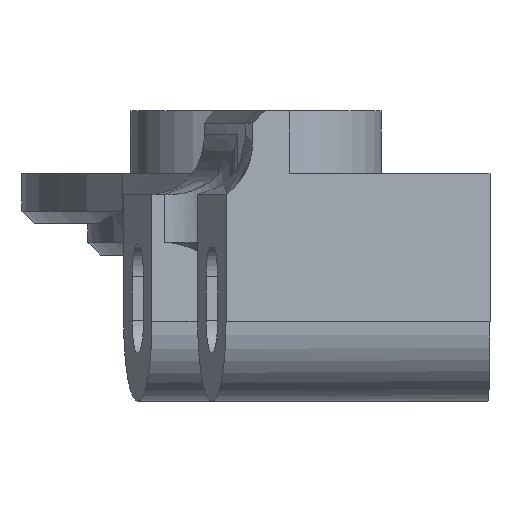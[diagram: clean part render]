
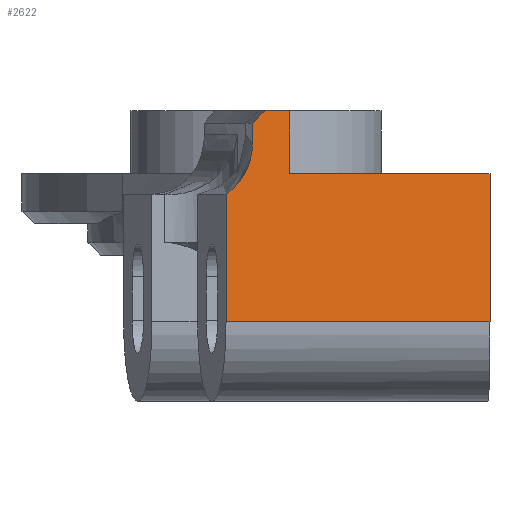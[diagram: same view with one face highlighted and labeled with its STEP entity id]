
A CAD part, left-side view. The second image highlights one B-rep face of the part: STEP entity #2622.
In plain terms, the highlighted planar face has unit normal (-0.985, -0.174, 0).
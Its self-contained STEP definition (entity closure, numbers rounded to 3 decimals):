
#89 = CARTESIAN_POINT ( 'NONE',  ( -77.71, -2.713, 59.57 ) ) ;
#199 = ORIENTED_EDGE ( 'NONE', *, *, #2917, .F. ) ;
#277 = CARTESIAN_POINT ( 'NONE',  ( -77.71, -2.713, 6.5 ) ) ;
#310 = LINE ( 'NONE', #2119, #1187 ) ;
#344 = ORIENTED_EDGE ( 'NONE', *, *, #2922, .F. ) ;
#351 = CARTESIAN_POINT ( 'NONE',  ( -78.177, -0.064, 10.833 ) ) ;
#374 = VERTEX_POINT ( 'NONE', #3144 ) ;
#424 = ORIENTED_EDGE ( 'NONE', *, *, #2153, .T. ) ;
#442 = CARTESIAN_POINT ( 'NONE',  ( -78.319, 0.743, 6.758 ) ) ;
#483 = CARTESIAN_POINT ( 'NONE',  ( -78.269, 0.46, 7.498 ) ) ;
#549 = CARTESIAN_POINT ( 'NONE',  ( -77.71, -2.713, -5.3 ) ) ;
#566 = VERTEX_POINT ( 'NONE', #1815 ) ;
#568 = LINE ( 'NONE', #549, #2641 ) ;
#613 = ORIENTED_EDGE ( 'NONE', *, *, #2627, .T. ) ;
#623 = CARTESIAN_POINT ( 'NONE',  ( -78.609, 2.386, -5.3 ) ) ;
#668 = DIRECTION ( 'NONE',  ( 0.985, 0.174, 0. ) ) ;
#689 = EDGE_CURVE ( 'NONE', #3143, #2527, #3139, .T. ) ;
#724 = CARTESIAN_POINT ( 'NONE',  ( -78.235, 0.268, 8.863 ) ) ;
#765 = CARTESIAN_POINT ( 'NONE',  ( -78.43, 1.375, 5.763 ) ) ;
#766 = CARTESIAN_POINT ( 'NONE',  ( -78.609, 2.386, -11.65 ) ) ;
#775 = B_SPLINE_CURVE_WITH_KNOTS ( 'NONE', 3,
 ( #724, #1400, #2604, #483, #1683, #2944, #442, #3243, #3506, #3847, #765, #3528, #1101, #1436 ),
 .UNSPECIFIED., .F., .F.,
 ( 4, 2, 2, 2, 2, 2, 4 ),
 ( 0., 0.001, 0.002, 0.002, 0.003, 0.004, 0.005 ),
 .UNSPECIFIED. ) ;
#790 = EDGE_CURVE ( 'NONE', #566, #3876, #775, .T. ) ;
#824 = CARTESIAN_POINT ( 'NONE',  ( -74.899, -18.654, -5.3 ) ) ;
#867 = DIRECTION ( 'NONE',  ( 0.174, -0.985, 0. ) ) ;
#946 = FACE_OUTER_BOUND ( 'NONE', #1020, .T. ) ;
#966 = PLANE ( 'NONE',  #2942 ) ;
#967 = VECTOR ( 'NONE', #3468, 1000. ) ;
#987 = CARTESIAN_POINT ( 'NONE',  ( -78.118, -0.396, 11.167 ) ) ;
#1020 = EDGE_LOOP ( 'NONE', ( #2317, #1423, #344, #2700, #1211, #199, #613, #424, #1968 ) ) ;
#1101 = CARTESIAN_POINT ( 'NONE',  ( -78.551, 2.061, 5.062 ) ) ;
#1142 = EDGE_CURVE ( 'NONE', #2129, #3485, #568, .T. ) ;
#1187 = VECTOR ( 'NONE', #867, 1000. ) ;
#1190 = VECTOR ( 'NONE', #1467, 1000. ) ;
#1211 = ORIENTED_EDGE ( 'NONE', *, *, #689, .F. ) ;
#1400 = CARTESIAN_POINT ( 'NONE',  ( -78.235, 0.268, 8.464 ) ) ;
#1423 = ORIENTED_EDGE ( 'NONE', *, *, #1142, .T. ) ;
#1436 = CARTESIAN_POINT ( 'NONE',  ( -78.609, 2.386, 4.837 ) ) ;
#1467 = DIRECTION ( 'NONE',  ( 0.174, -0.985, 0. ) ) ;
#1585 = CARTESIAN_POINT ( 'NONE',  ( -78.235, 0.268, 10.5 ) ) ;
#1683 = CARTESIAN_POINT ( 'NONE',  ( -78.279, 0.52, 7.308 ) ) ;
#1793 = VECTOR ( 'NONE', #3642, 1000. ) ;
#1815 = CARTESIAN_POINT ( 'NONE',  ( -78.235, 0.268, 8.863 ) ) ;
#1875 = VERTEX_POINT ( 'NONE', #2477 ) ;
#1968 = ORIENTED_EDGE ( 'NONE', *, *, #790, .T. ) ;
#1980 = DIRECTION ( 'NONE',  ( 0., 0., 1. ) ) ;
#1983 = EDGE_CURVE ( 'NONE', #2129, #3876, #3488, .T. ) ;
#2063 = DIRECTION ( 'NONE',  ( 0., 0., -1. ) ) ;
#2119 = CARTESIAN_POINT ( 'NONE',  ( -75.83, -13.371, 11.5 ) ) ;
#2129 = VERTEX_POINT ( 'NONE', #623 ) ;
#2153 = EDGE_CURVE ( 'NONE', #1875, #566, #3903, .T. ) ;
#2177 = CARTESIAN_POINT ( 'NONE',  ( -77.71, -2.713, 6.5 ) ) ;
#2222 = CARTESIAN_POINT ( 'NONE',  ( -78.059, -0.728, 11.5 ) ) ;
#2317 = ORIENTED_EDGE ( 'NONE', *, *, #1983, .F. ) ;
#2477 = CARTESIAN_POINT ( 'NONE',  ( -78.235, 0.268, 10.5 ) ) ;
#2490 = DIRECTION ( 'NONE',  ( -0.174, 0.985, 0. ) ) ;
#2527 = VERTEX_POINT ( 'NONE', #277 ) ;
#2604 = CARTESIAN_POINT ( 'NONE',  ( -78.244, 0.317, 8.073 ) ) ;
#2622 = ADVANCED_FACE ( 'NONE', ( #946 ), #966, .F. ) ;
#2627 = EDGE_CURVE ( 'NONE', #374, #1875, #3633, .T. ) ;
#2641 = VECTOR ( 'NONE', #3763, 1000. ) ;
#2700 = ORIENTED_EDGE ( 'NONE', *, *, #3482, .F. ) ;
#2721 = LINE ( 'NONE', #3349, #2761 ) ;
#2761 = VECTOR ( 'NONE', #2063, 1000. ) ;
#2873 = VECTOR ( 'NONE', #1980, 1000. ) ;
#2876 = CARTESIAN_POINT ( 'NONE',  ( -78.609, 2.386, 4.837 ) ) ;
#2899 = CARTESIAN_POINT ( 'NONE',  ( -77.71, -2.713, 6.5 ) ) ;
#2917 = EDGE_CURVE ( 'NONE', #374, #3143, #310, .T. ) ;
#2922 = EDGE_CURVE ( 'NONE', #3547, #3485, #2721, .T. ) ;
#2942 = AXIS2_PLACEMENT_3D ( 'NONE', #2177, #668, #2490 ) ;
#2944 = CARTESIAN_POINT ( 'NONE',  ( -78.304, 0.661, 6.937 ) ) ;
#3139 = LINE ( 'NONE', #89, #967 ) ;
#3143 = VERTEX_POINT ( 'NONE', #3535 ) ;
#3144 = CARTESIAN_POINT ( 'NONE',  ( -78.059, -0.728, 11.5 ) ) ;
#3243 = CARTESIAN_POINT ( 'NONE',  ( -78.351, 0.926, 6.411 ) ) ;
#3274 = CARTESIAN_POINT ( 'NONE',  ( -74.899, -18.654, 6.5 ) ) ;
#3349 = CARTESIAN_POINT ( 'NONE',  ( -74.899, -18.654, 6.5 ) ) ;
#3468 = DIRECTION ( 'NONE',  ( 0., 0., -1. ) ) ;
#3482 = EDGE_CURVE ( 'NONE', #2527, #3547, #3825, .T. ) ;
#3485 = VERTEX_POINT ( 'NONE', #824 ) ;
#3488 = LINE ( 'NONE', #766, #2873 ) ;
#3506 = CARTESIAN_POINT ( 'NONE',  ( -78.369, 1.028, 6.243 ) ) ;
#3528 = CARTESIAN_POINT ( 'NONE',  ( -78.5, 1.768, 5.321 ) ) ;
#3535 = CARTESIAN_POINT ( 'NONE',  ( -77.71, -2.713, 11.5 ) ) ;
#3547 = VERTEX_POINT ( 'NONE', #3274 ) ;
#3633 = B_SPLINE_CURVE_WITH_KNOTS ( 'NONE', 3,
 ( #2222, #987, #351, #1585 ),
 .UNSPECIFIED., .F., .F.,
 ( 4, 4 ),
 ( 0., 0.001 ),
 .UNSPECIFIED. ) ;
#3642 = DIRECTION ( 'NONE',  ( 0., 0., -1. ) ) ;
#3659 = CARTESIAN_POINT ( 'NONE',  ( -78.235, 0.268, 59.57 ) ) ;
#3763 = DIRECTION ( 'NONE',  ( 0.174, -0.985, 0. ) ) ;
#3825 = LINE ( 'NONE', #2899, #1190 ) ;
#3847 = CARTESIAN_POINT ( 'NONE',  ( -78.409, 1.252, 5.919 ) ) ;
#3876 = VERTEX_POINT ( 'NONE', #2876 ) ;
#3903 = LINE ( 'NONE', #3659, #1793 ) ;
